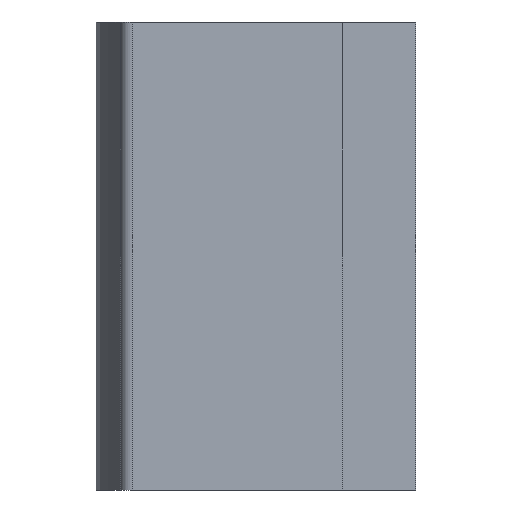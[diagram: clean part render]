
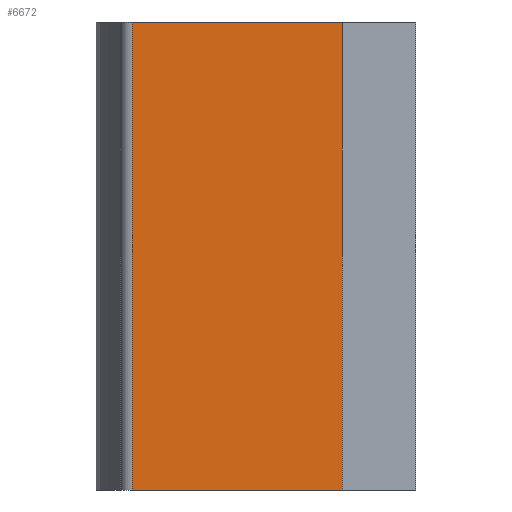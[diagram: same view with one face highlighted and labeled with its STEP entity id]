
A CAD part, left-side view. The second image highlights one B-rep face of the part: STEP entity #6672.
In plain terms, the highlighted planar face has unit normal (-1, 0, 0).
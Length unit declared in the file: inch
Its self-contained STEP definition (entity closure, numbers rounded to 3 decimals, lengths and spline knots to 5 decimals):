
#231 = EDGE_CURVE ( 'NONE', #1979, #4146, #6084, .T. ) ;
#397 = ORIENTED_EDGE ( 'NONE', *, *, #231, .T. ) ;
#401 = VERTEX_POINT ( 'NONE', #1485 ) ;
#660 = EDGE_CURVE ( 'NONE', #401, #1979, #4857, .T. ) ;
#679 = CARTESIAN_POINT ( 'NONE',  ( -0.5, 0.283, -0.59375 ) ) ;
#1034 = EDGE_CURVE ( 'NONE', #401, #4214, #1226, .T. ) ;
#1208 = DIRECTION ( 'NONE',  ( 1., 0., 0. ) ) ;
#1226 = LINE ( 'NONE', #7456, #5141 ) ;
#1247 = FACE_OUTER_BOUND ( 'NONE', #6708, .T. ) ;
#1391 = CARTESIAN_POINT ( 'NONE',  ( -0.5, 0.283, 0.59375 ) ) ;
#1485 = CARTESIAN_POINT ( 'NONE',  ( -0.5, -0.25, -0.59375 ) ) ;
#1623 = DIRECTION ( 'NONE',  ( 0., 1., 0. ) ) ;
#1873 = CARTESIAN_POINT ( 'NONE',  ( -0.5, -0.25, -0.96859 ) ) ;
#1923 = VECTOR ( 'NONE', #5592, 39.37008 ) ;
#1979 = VERTEX_POINT ( 'NONE', #6853 ) ;
#2258 = DIRECTION ( 'NONE',  ( 0., 0., -1. ) ) ;
#2436 = CARTESIAN_POINT ( 'NONE',  ( -0.5, 0., -0.59375 ) ) ;
#2445 = VECTOR ( 'NONE', #2258, 39.37008 ) ;
#2853 = LINE ( 'NONE', #5381, #2445 ) ;
#3208 = ORIENTED_EDGE ( 'NONE', *, *, #660, .T. ) ;
#3674 = DIRECTION ( 'NONE',  ( 0., 1., 0. ) ) ;
#4146 = VERTEX_POINT ( 'NONE', #1391 ) ;
#4214 = VERTEX_POINT ( 'NONE', #679 ) ;
#4316 = AXIS2_PLACEMENT_3D ( 'NONE', #2436, #1208, #3674 ) ;
#4592 = EDGE_CURVE ( 'NONE', #4146, #4214, #2853, .T. ) ;
#4857 = LINE ( 'NONE', #1873, #1923 ) ;
#4872 = PLANE ( 'NONE',  #4316 ) ;
#5141 = VECTOR ( 'NONE', #5543, 39.37008 ) ;
#5306 = ORIENTED_EDGE ( 'NONE', *, *, #1034, .F. ) ;
#5381 = CARTESIAN_POINT ( 'NONE',  ( -0.5, 0.283, -0.59375 ) ) ;
#5543 = DIRECTION ( 'NONE',  ( 0., 1., 0. ) ) ;
#5592 = DIRECTION ( 'NONE',  ( 0., 0., 1. ) ) ;
#6084 = LINE ( 'NONE', #7327, #6736 ) ;
#6672 = ADVANCED_FACE ( 'NONE', ( #1247 ), #4872, .F. ) ;
#6708 = EDGE_LOOP ( 'NONE', ( #397, #8006, #5306, #3208 ) ) ;
#6736 = VECTOR ( 'NONE', #1623, 39.37008 ) ;
#6853 = CARTESIAN_POINT ( 'NONE',  ( -0.5, -0.25, 0.59375 ) ) ;
#7327 = CARTESIAN_POINT ( 'NONE',  ( -0.5, 0., 0.59375 ) ) ;
#7456 = CARTESIAN_POINT ( 'NONE',  ( -0.5, 0., -0.59375 ) ) ;
#8006 = ORIENTED_EDGE ( 'NONE', *, *, #4592, .T. ) ;
